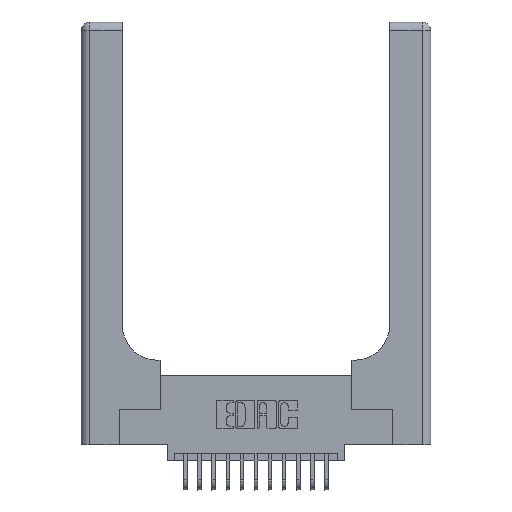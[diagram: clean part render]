
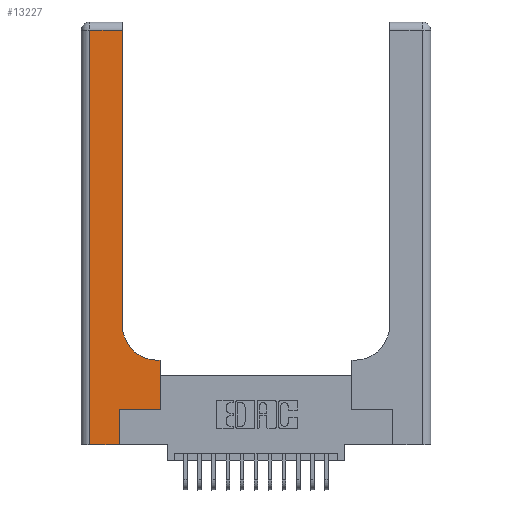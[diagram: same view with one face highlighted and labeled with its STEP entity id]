
A CAD part, top view. The second image highlights one B-rep face of the part: STEP entity #13227.
In plain terms, the highlighted planar face has unit normal (0, 0, 1).
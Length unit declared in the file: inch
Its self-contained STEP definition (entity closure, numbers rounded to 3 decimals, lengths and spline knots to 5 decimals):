
#37 = CARTESIAN_POINT ( 'NONE',  ( 0.2915, 0.6, 0.37 ) ) ;
#294 = EDGE_CURVE ( 'NONE', #18351, #16444, #13284, .T. ) ;
#442 = DIRECTION ( 'NONE',  ( 0., 1., 0. ) ) ;
#554 = VERTEX_POINT ( 'NONE', #15695 ) ;
#1178 = LINE ( 'NONE', #1574, #15025 ) ;
#1187 = DIRECTION ( 'NONE',  ( 1., 0., 0. ) ) ;
#1460 = CARTESIAN_POINT ( 'NONE',  ( 0., 3., 0.37 ) ) ;
#1519 = DIRECTION ( 'NONE',  ( -1., 0., 0. ) ) ;
#1574 = CARTESIAN_POINT ( 'NONE',  ( 0.269, 0., 0.37 ) ) ;
#1902 = LINE ( 'NONE', #8597, #19098 ) ;
#2641 = EDGE_CURVE ( 'NONE', #8937, #10993, #6599, .T. ) ;
#2912 = LINE ( 'NONE', #9169, #17004 ) ;
#3057 = DIRECTION ( 'NONE',  ( 0., 0., -1. ) ) ;
#3146 = DIRECTION ( 'NONE',  ( 0., -1., 0. ) ) ;
#3351 = ORIENTED_EDGE ( 'NONE', *, *, #294, .T. ) ;
#3757 = LINE ( 'NONE', #16248, #15960 ) ;
#4411 = CARTESIAN_POINT ( 'NONE',  ( 0.269, 0.25, 0.37 ) ) ;
#4473 = AXIS2_PLACEMENT_3D ( 'NONE', #1460, #3057, #7510 ) ;
#4903 = DIRECTION ( 'NONE',  ( 1., 0., 0. ) ) ;
#5153 = ORIENTED_EDGE ( 'NONE', *, *, #7800, .T. ) ;
#5395 = ORIENTED_EDGE ( 'NONE', *, *, #16278, .T. ) ;
#5827 = ORIENTED_EDGE ( 'NONE', *, *, #2641, .T. ) ;
#6032 = CARTESIAN_POINT ( 'NONE',  ( 0.5585, 0.6, 0.37 ) ) ;
#6404 = VECTOR ( 'NONE', #17388, 39.37008 ) ;
#6599 = LINE ( 'NONE', #37, #8755 ) ;
#6732 = VERTEX_POINT ( 'NONE', #13925 ) ;
#7164 = DIRECTION ( 'NONE',  ( 1., 0., 0. ) ) ;
#7373 = ORIENTED_EDGE ( 'NONE', *, *, #9048, .T. ) ;
#7510 = DIRECTION ( 'NONE',  ( -1., 0., 0. ) ) ;
#7545 = CIRCLE ( 'NONE', #9930, 0.25 ) ;
#7563 = CARTESIAN_POINT ( 'NONE',  ( 0.5415, 0.6, 0.37 ) ) ;
#7800 = EDGE_CURVE ( 'NONE', #14739, #18351, #1178, .T. ) ;
#8597 = CARTESIAN_POINT ( 'NONE',  ( 0., 0., 0.37 ) ) ;
#8628 = DIRECTION ( 'NONE',  ( -1., 0., 0. ) ) ;
#8755 = VECTOR ( 'NONE', #1519, 39.37008 ) ;
#8776 = CARTESIAN_POINT ( 'NONE',  ( 0.5415, 0.85, 0.37 ) ) ;
#8937 = VERTEX_POINT ( 'NONE', #6032 ) ;
#9048 = EDGE_CURVE ( 'NONE', #16444, #8937, #16866, .T. ) ;
#9169 = CARTESIAN_POINT ( 'NONE',  ( 0.06, 3., 0.37 ) ) ;
#9343 = CARTESIAN_POINT ( 'NONE',  ( 0.06, 0., 0.37 ) ) ;
#9930 = AXIS2_PLACEMENT_3D ( 'NONE', #8776, #18095, #7164 ) ;
#10540 = ORIENTED_EDGE ( 'NONE', *, *, #11604, .T. ) ;
#10547 = FACE_OUTER_BOUND ( 'NONE', #18902, .T. ) ;
#10708 = CARTESIAN_POINT ( 'NONE',  ( 0.5585, 0.25, 0.37 ) ) ;
#10990 = ORIENTED_EDGE ( 'NONE', *, *, #19517, .T. ) ;
#10993 = VERTEX_POINT ( 'NONE', #7563 ) ;
#11604 = EDGE_CURVE ( 'NONE', #554, #19102, #2912, .T. ) ;
#11810 = ORIENTED_EDGE ( 'NONE', *, *, #14776, .T. ) ;
#11965 = ORIENTED_EDGE ( 'NONE', *, *, #15062, .T. ) ;
#12205 = PLANE ( 'NONE',  #4473 ) ;
#12448 = CARTESIAN_POINT ( 'NONE',  ( 0.2915, 0.85, 0.37 ) ) ;
#12889 = CARTESIAN_POINT ( 'NONE',  ( 0.269, 0., 0.37 ) ) ;
#13227 = ADVANCED_FACE ( 'NONE', ( #10547 ), #12205, .F. ) ;
#13284 = LINE ( 'NONE', #14123, #19737 ) ;
#13925 = CARTESIAN_POINT ( 'NONE',  ( 0.2915, 2.94, 0.37 ) ) ;
#14123 = CARTESIAN_POINT ( 'NONE',  ( 0.269, 0.25, 0.37 ) ) ;
#14155 = VERTEX_POINT ( 'NONE', #12448 ) ;
#14739 = VERTEX_POINT ( 'NONE', #12889 ) ;
#14776 = EDGE_CURVE ( 'NONE', #19102, #14739, #1902, .T. ) ;
#15025 = VECTOR ( 'NONE', #15461, 39.37008 ) ;
#15062 = EDGE_CURVE ( 'NONE', #14155, #6732, #19080, .T. ) ;
#15185 = VECTOR ( 'NONE', #442, 39.37008 ) ;
#15461 = DIRECTION ( 'NONE',  ( 0., 1., 0. ) ) ;
#15695 = CARTESIAN_POINT ( 'NONE',  ( 0.06, 2.94, 0.37 ) ) ;
#15960 = VECTOR ( 'NONE', #8628, 39.37008 ) ;
#16248 = CARTESIAN_POINT ( 'NONE',  ( 0., 2.94, 0.37 ) ) ;
#16278 = EDGE_CURVE ( 'NONE', #6732, #554, #3757, .T. ) ;
#16444 = VERTEX_POINT ( 'NONE', #10708 ) ;
#16866 = LINE ( 'NONE', #18584, #15185 ) ;
#17004 = VECTOR ( 'NONE', #3146, 39.37008 ) ;
#17193 = CARTESIAN_POINT ( 'NONE',  ( 0.2915, 3., 0.37 ) ) ;
#17388 = DIRECTION ( 'NONE',  ( 0., 1., 0. ) ) ;
#18095 = DIRECTION ( 'NONE',  ( 0., 0., -1. ) ) ;
#18351 = VERTEX_POINT ( 'NONE', #4411 ) ;
#18584 = CARTESIAN_POINT ( 'NONE',  ( 0.5585, 0.25, 0.37 ) ) ;
#18902 = EDGE_LOOP ( 'NONE', ( #11965, #5395, #10540, #11810, #5153, #3351, #7373, #5827, #10990 ) ) ;
#19080 = LINE ( 'NONE', #17193, #6404 ) ;
#19098 = VECTOR ( 'NONE', #1187, 39.37008 ) ;
#19102 = VERTEX_POINT ( 'NONE', #9343 ) ;
#19517 = EDGE_CURVE ( 'NONE', #10993, #14155, #7545, .T. ) ;
#19737 = VECTOR ( 'NONE', #4903, 39.37008 ) ;
